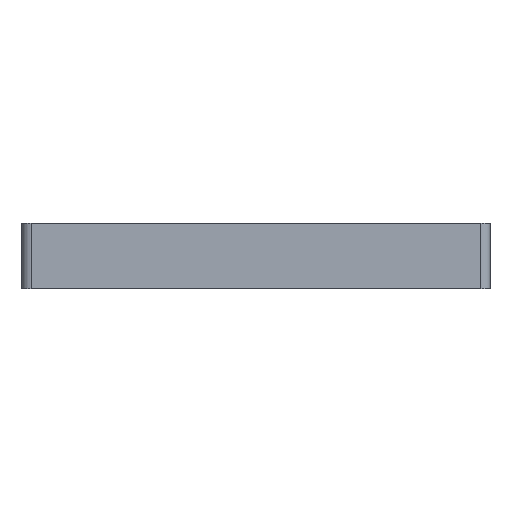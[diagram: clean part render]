
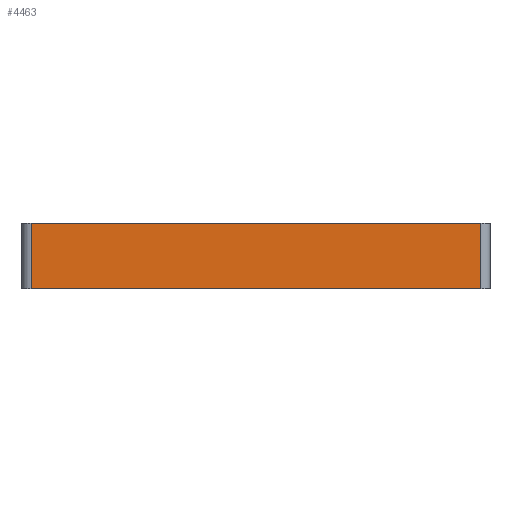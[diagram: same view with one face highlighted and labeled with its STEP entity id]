
A CAD part, left-side view. The second image highlights one B-rep face of the part: STEP entity #4463.
In plain terms, the highlighted planar face has unit normal (-1, 0, 0).
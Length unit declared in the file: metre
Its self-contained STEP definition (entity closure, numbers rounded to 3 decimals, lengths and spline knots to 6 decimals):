
#40=LINE('',#6511,#503);
#226=LINE('',#7015,#689);
#227=LINE('',#7017,#690);
#228=LINE('',#7019,#691);
#503=VECTOR('',#5196,1.);
#689=VECTOR('',#5586,1.);
#690=VECTOR('',#5587,1.);
#691=VECTOR('',#5588,1.);
#978=PLANE('',#4828);
#1475=ORIENTED_EDGE('',*,*,#2444,.T.);
#1476=ORIENTED_EDGE('',*,*,#2697,.T.);
#1477=ORIENTED_EDGE('',*,*,#2698,.F.);
#1478=ORIENTED_EDGE('',*,*,#2699,.T.);
#2444=EDGE_CURVE('',#3078,#3077,#40,.T.);
#2697=EDGE_CURVE('',#3077,#3294,#226,.T.);
#2698=EDGE_CURVE('',#3295,#3294,#227,.T.);
#2699=EDGE_CURVE('',#3295,#3078,#228,.F.);
#3077=VERTEX_POINT('',#6510);
#3078=VERTEX_POINT('',#6512);
#3294=VERTEX_POINT('',#7016);
#3295=VERTEX_POINT('',#7018);
#3714=EDGE_LOOP('',(#1475,#1476,#1477,#1478));
#4072=FACE_BOUND('',#3714,.T.);
#4463=ADVANCED_FACE('',(#4072),#978,.T.);
#4828=AXIS2_PLACEMENT_3D('',#7014,#5584,#5585);
#5196=DIRECTION('',(0.,1.,0.));
#5584=DIRECTION('',(-1.,0.,0.));
#5585=DIRECTION('',(0.,0.,1.));
#5586=DIRECTION('',(0.,0.,-1.));
#5587=DIRECTION('',(0.,1.,0.));
#5588=DIRECTION('',(0.,0.,-1.));
#6510=CARTESIAN_POINT('',(-0.07,0.048,0.011));
#6511=CARTESIAN_POINT('',(-0.07,0.025,0.011));
#6512=CARTESIAN_POINT('',(-0.07,-0.048,0.011));
#7014=CARTESIAN_POINT('',(-0.07,0.025,0.006));
#7015=CARTESIAN_POINT('',(-0.07,0.048,0.006));
#7016=CARTESIAN_POINT('',(-0.07,0.048,-0.003));
#7017=CARTESIAN_POINT('',(-0.07,0.025,-0.003));
#7018=CARTESIAN_POINT('',(-0.07,-0.048,-0.003));
#7019=CARTESIAN_POINT('',(-0.07,-0.048,0.011));
